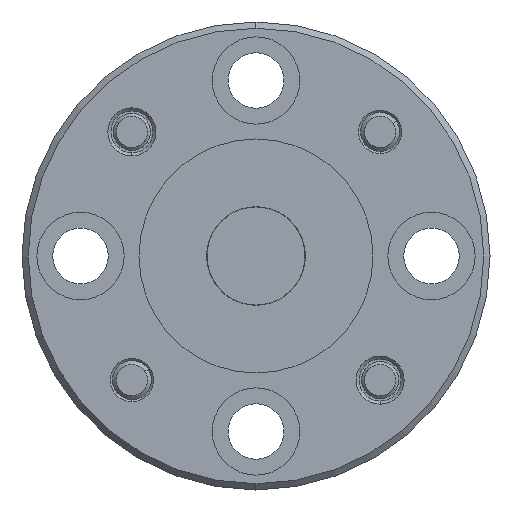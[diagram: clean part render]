
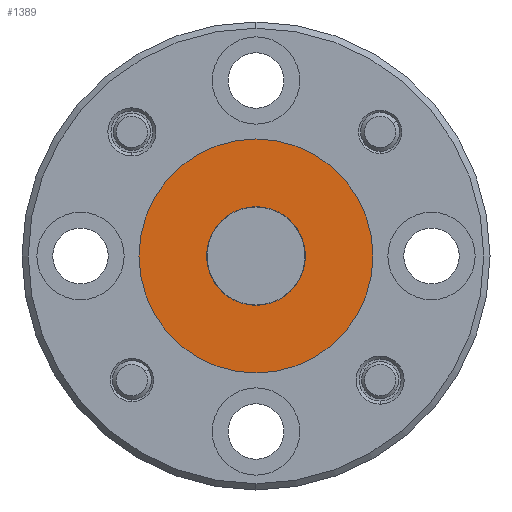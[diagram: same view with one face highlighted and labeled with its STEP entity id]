
A CAD part, left-side view. The second image highlights one B-rep face of the part: STEP entity #1389.
In plain terms, the highlighted planar face has unit normal (-1, 0, 0).
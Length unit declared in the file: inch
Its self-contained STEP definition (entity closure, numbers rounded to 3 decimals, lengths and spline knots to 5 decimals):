
#29 = CARTESIAN_POINT ( 'NONE',  ( -3.01486, 0.42607, 0.94177 ) ) ;
#124 = CARTESIAN_POINT ( 'NONE',  ( -3.01486, 0.43668, 0.93572 ) ) ;
#188 = CARTESIAN_POINT ( 'NONE',  ( -3.01486, 0.3943, 0.99011 ) ) ;
#221 = CARTESIAN_POINT ( 'NONE',  ( -3.01486, 0.54143, 1.04482 ) ) ;
#259 = CARTESIAN_POINT ( 'NONE',  ( -3.01486, 0.52818, 0.95043 ) ) ;
#269 = CARTESIAN_POINT ( 'NONE',  ( -3.01486, 0.45958, 0.92738 ) ) ;
#286 = CARTESIAN_POINT ( 'NONE',  ( -3.01486, 0.43142, 1.07441 ) ) ;
#421 = FACE_BOUND ( 'NONE', #5259, .T. ) ;
#495 = EDGE_LOOP ( 'NONE', ( #1697, #4809 ) ) ;
#663 = CARTESIAN_POINT ( 'NONE',  ( -3.01486, 0.55101, 0.99824 ) ) ;
#722 = DIRECTION ( 'NONE',  ( -1., 0., 0. ) ) ;
#755 = CARTESIAN_POINT ( 'NONE',  ( -3.01486, 0.50734, 0.93572 ) ) ;
#764 = CARTESIAN_POINT ( 'NONE',  ( -3.01486, 0.48444, 1.08538 ) ) ;
#854 = EDGE_CURVE ( 'NONE', #1441, #5996, #5445, .T. ) ;
#1145 = CARTESIAN_POINT ( 'NONE',  ( -3.01486, 0.39909, 0.97496 ) ) ;
#1179 = CARTESIAN_POINT ( 'NONE',  ( -3.01486, 0.40259, 1.04482 ) ) ;
#1184 = CARTESIAN_POINT ( 'NONE',  ( -3.01486, 0.47201, 0.81888 ) ) ;
#1255 = CARTESIAN_POINT ( 'NONE',  ( -3.01486, 0.50734, 0.93572 ) ) ;
#1389 = ADVANCED_FACE ( 'NONE', ( #421, #2347 ), #4180, .F. ) ;
#1441 = VERTEX_POINT ( 'NONE', #1184 ) ;
#1610 = CARTESIAN_POINT ( 'NONE',  ( -3.01486, 0.54973, 1.02265 ) ) ;
#1638 = EDGE_CURVE ( 'NONE', #6012, #1927, #1742, .T. ) ;
#1643 = CARTESIAN_POINT ( 'NONE',  ( -3.01486, 0.42607, 1.07099 ) ) ;
#1673 = CARTESIAN_POINT ( 'NONE',  ( -3.01486, 0.41584, 1.06234 ) ) ;
#1681 = CARTESIAN_POINT ( 'NONE',  ( -3.01486, 0.44722, 0.93045 ) ) ;
#1697 = ORIENTED_EDGE ( 'NONE', *, *, #2755, .T. ) ;
#1712 = EDGE_CURVE ( 'NONE', #3136, #5267, #5677, .T. ) ;
#1735 = DIRECTION ( 'NONE',  ( 1., 0., 0. ) ) ;
#1742 = B_SPLINE_CURVE_WITH_KNOTS ( 'NONE', 3,
 ( #3323, #2440, #29, #1953, #4698, #4577, #1145, #188, #3494, #2080, #5454, #4542, #1179, #5917, #1673, #1643, #286, #2111 ),
 .UNSPECIFIED., .F., .F.,
 ( 4, 2, 2, 2, 2, 2, 2, 2, 4 ),
 ( 0., 0.125, 0.25, 0.375, 0.5, 0.625, 0.75, 0.875, 1. ),
 .UNSPECIFIED. ) ;
#1763 = CARTESIAN_POINT ( 'NONE',  ( -3.01486, 0.50734, 0.93572 ) ) ;
#1894 = CARTESIAN_POINT ( 'NONE',  ( -3.01486, 0.43668, 1.07704 ) ) ;
#1906 = B_SPLINE_CURVE_WITH_KNOTS ( 'NONE', 3,
 ( #4075, #3594, #5491, #764, #4585, #5843 ),
 .UNSPECIFIED., .F., .F.,
 ( 4, 2, 4 ),
 ( 0., 0.5, 1. ),
 .UNSPECIFIED. ) ;
#1927 = VERTEX_POINT ( 'NONE', #1894 ) ;
#1953 = CARTESIAN_POINT ( 'NONE',  ( -3.01486, 0.41584, 0.95043 ) ) ;
#2080 = CARTESIAN_POINT ( 'NONE',  ( -3.01486, 0.39301, 1.01452 ) ) ;
#2111 = CARTESIAN_POINT ( 'NONE',  ( -3.01486, 0.43668, 1.07704 ) ) ;
#2248 = EDGE_CURVE ( 'NONE', #5267, #6012, #6131, .T. ) ;
#2295 = CARTESIAN_POINT ( 'NONE',  ( -3.01486, 0.47201, 1.00638 ) ) ;
#2334 = ORIENTED_EDGE ( 'NONE', *, *, #1638, .F. ) ;
#2347 = FACE_OUTER_BOUND ( 'NONE', #495, .T. ) ;
#2419 = AXIS2_PLACEMENT_3D ( 'NONE', #2295, #1735, #5991 ) ;
#2440 = CARTESIAN_POINT ( 'NONE',  ( -3.01486, 0.43142, 0.93835 ) ) ;
#2592 = CARTESIAN_POINT ( 'NONE',  ( -3.01486, 0.54493, 0.97496 ) ) ;
#2607 = EDGE_CURVE ( 'NONE', #1927, #3136, #1906, .T. ) ;
#2623 = CARTESIAN_POINT ( 'NONE',  ( -3.01486, 0.50734, 1.07704 ) ) ;
#2655 = CARTESIAN_POINT ( 'NONE',  ( -3.01486, 0.53305, 0.95568 ) ) ;
#2755 = EDGE_CURVE ( 'NONE', #5996, #1441, #6045, .T. ) ;
#2895 = AXIS2_PLACEMENT_3D ( 'NONE', #4894, #722, #3062 ) ;
#3061 = CARTESIAN_POINT ( 'NONE',  ( -3.01486, 0.55101, 1.01452 ) ) ;
#3062 = DIRECTION ( 'NONE',  ( 0., 0., 1. ) ) ;
#3119 = CARTESIAN_POINT ( 'NONE',  ( -3.01486, 0.54143, 0.96795 ) ) ;
#3136 = VERTEX_POINT ( 'NONE', #4059 ) ;
#3147 = CARTESIAN_POINT ( 'NONE',  ( -3.01486, 0.51796, 1.07099 ) ) ;
#3196 = DIRECTION ( 'NONE',  ( -1., 0., 0. ) ) ;
#3323 = CARTESIAN_POINT ( 'NONE',  ( -3.01486, 0.43668, 0.93572 ) ) ;
#3494 = CARTESIAN_POINT ( 'NONE',  ( -3.01486, 0.39301, 0.99824 ) ) ;
#3560 = CARTESIAN_POINT ( 'NONE',  ( -3.01486, 0.54973, 0.99011 ) ) ;
#3594 = CARTESIAN_POINT ( 'NONE',  ( -3.01486, 0.44722, 1.08231 ) ) ;
#3643 = CARTESIAN_POINT ( 'NONE',  ( -3.01486, 0.47201, 1.00638 ) ) ;
#3679 = ORIENTED_EDGE ( 'NONE', *, *, #2607, .F. ) ;
#4032 = CARTESIAN_POINT ( 'NONE',  ( -3.01486, 0.54493, 1.0378 ) ) ;
#4059 = CARTESIAN_POINT ( 'NONE',  ( -3.01486, 0.50734, 1.07704 ) ) ;
#4067 = CARTESIAN_POINT ( 'NONE',  ( -3.01486, 0.51796, 0.94177 ) ) ;
#4075 = CARTESIAN_POINT ( 'NONE',  ( -3.01486, 0.43668, 1.07704 ) ) ;
#4180 = PLANE ( 'NONE',  #2419 ) ;
#4509 = CARTESIAN_POINT ( 'NONE',  ( -3.01486, 0.53305, 1.05708 ) ) ;
#4542 = CARTESIAN_POINT ( 'NONE',  ( -3.01486, 0.39909, 1.0378 ) ) ;
#4552 = ORIENTED_EDGE ( 'NONE', *, *, #1712, .F. ) ;
#4577 = CARTESIAN_POINT ( 'NONE',  ( -3.01486, 0.40259, 0.96795 ) ) ;
#4585 = CARTESIAN_POINT ( 'NONE',  ( -3.01486, 0.49681, 1.08231 ) ) ;
#4661 = DIRECTION ( 'NONE',  ( 0., 0., 1. ) ) ;
#4698 = CARTESIAN_POINT ( 'NONE',  ( -3.01486, 0.41097, 0.95568 ) ) ;
#4809 = ORIENTED_EDGE ( 'NONE', *, *, #854, .T. ) ;
#4894 = CARTESIAN_POINT ( 'NONE',  ( -3.01486, 0.47201, 1.00638 ) ) ;
#5023 = ORIENTED_EDGE ( 'NONE', *, *, #2248, .F. ) ;
#5040 = CARTESIAN_POINT ( 'NONE',  ( -3.01486, 0.51261, 0.93835 ) ) ;
#5049 = CARTESIAN_POINT ( 'NONE',  ( -3.01486, 0.49681, 0.93045 ) ) ;
#5259 = EDGE_LOOP ( 'NONE', ( #5023, #4552, #3679, #2334 ) ) ;
#5267 = VERTEX_POINT ( 'NONE', #1763 ) ;
#5337 = CARTESIAN_POINT ( 'NONE',  ( -3.01486, 0.47201, 1.19388 ) ) ;
#5445 = CIRCLE ( 'NONE', #5645, 0.1875 ) ;
#5454 = CARTESIAN_POINT ( 'NONE',  ( -3.01486, 0.3943, 1.02265 ) ) ;
#5463 = CARTESIAN_POINT ( 'NONE',  ( -3.01486, 0.43668, 0.93572 ) ) ;
#5491 = CARTESIAN_POINT ( 'NONE',  ( -3.01486, 0.45958, 1.08538 ) ) ;
#5645 = AXIS2_PLACEMENT_3D ( 'NONE', #3643, #3196, #4661 ) ;
#5677 = B_SPLINE_CURVE_WITH_KNOTS ( 'NONE', 3,
 ( #2623, #5859, #3147, #5955, #4509, #221, #4032, #1610, #3061, #663, #3560, #2592, #3119, #2655, #259, #4067, #5040, #755 ),
 .UNSPECIFIED., .F., .F.,
 ( 4, 2, 2, 2, 2, 2, 2, 2, 4 ),
 ( 0., 0.125, 0.25, 0.375, 0.5, 0.625, 0.75, 0.875, 1. ),
 .UNSPECIFIED. ) ;
#5843 = CARTESIAN_POINT ( 'NONE',  ( -3.01486, 0.50734, 1.07704 ) ) ;
#5859 = CARTESIAN_POINT ( 'NONE',  ( -3.01486, 0.51261, 1.07441 ) ) ;
#5917 = CARTESIAN_POINT ( 'NONE',  ( -3.01486, 0.41097, 1.05708 ) ) ;
#5933 = CARTESIAN_POINT ( 'NONE',  ( -3.01486, 0.48444, 0.92738 ) ) ;
#5955 = CARTESIAN_POINT ( 'NONE',  ( -3.01486, 0.52818, 1.06234 ) ) ;
#5991 = DIRECTION ( 'NONE',  ( 0., 0., -1. ) ) ;
#5996 = VERTEX_POINT ( 'NONE', #5337 ) ;
#6012 = VERTEX_POINT ( 'NONE', #124 ) ;
#6045 = CIRCLE ( 'NONE', #2895, 0.1875 ) ;
#6131 = B_SPLINE_CURVE_WITH_KNOTS ( 'NONE', 3,
 ( #1255, #5049, #5933, #269, #1681, #5463 ),
 .UNSPECIFIED., .F., .F.,
 ( 4, 2, 4 ),
 ( 0., 0.5, 1. ),
 .UNSPECIFIED. ) ;
